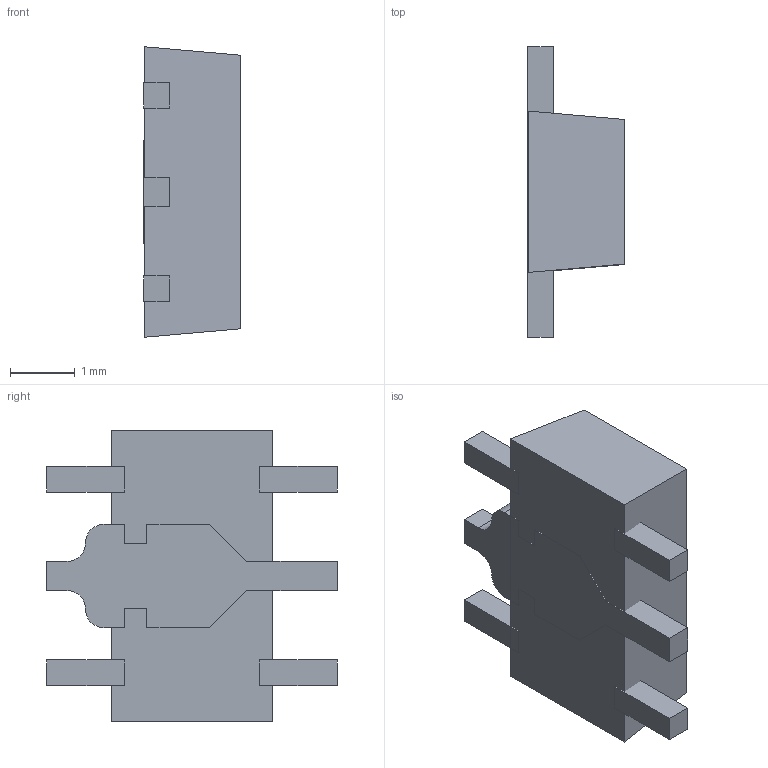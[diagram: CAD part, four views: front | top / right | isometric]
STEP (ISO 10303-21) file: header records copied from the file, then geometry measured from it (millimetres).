
FILE_DESCRIPTION(/* description */ (''),/* implementation_level */ '2;1');
FILE_NAME(/* name */ 'SOT-89-5.step',/* time_stamp */ '2024-07-05T09:42:23-07:00',/* author */ (''),/* organization */ (''),/* preprocessor_version */ 'ST-DEVELOPER v20',/* originating_system */ 'Autodesk Translation Framework v13.14.0.145',/* authorisation */ '');
FILE_SCHEMA (('AUTOMOTIVE_DESIGN { 1 0 10303 214 3 1 1 }','TECHNICAL_DATA_PACKAGING'));
Length unit declared in the file: millimetre
Products named in the file (1): SOT-89-5
Bounding box: 1.5 x 4.5 x 4.5 mm (x, y, z)
Volume: 17.9 mm3; surface area: 63.5 mm2
Topology: 6 solids, 6 shells, 54 faces, 126 edges, 84 vertices
Faces by surface type: plane 50, cylinder 4
Entity records: 1553 total; most frequent: CARTESIAN_POINT 265, ORIENTED_EDGE 252, DIRECTION 244, EDGE_CURVE 126, LINE 118, VECTOR 118, VERTEX_POINT 84, AXIS2_PLACEMENT_3D 63
